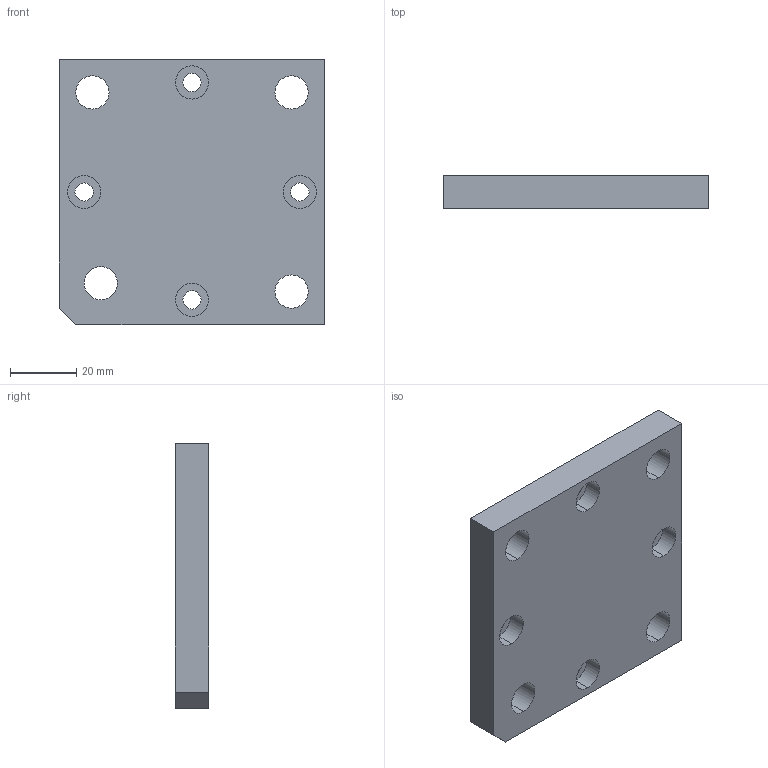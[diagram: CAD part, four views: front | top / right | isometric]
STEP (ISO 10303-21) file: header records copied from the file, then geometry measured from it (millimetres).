
FILE_DESCRIPTION (( 'STEP AP214' ), '1' );
FILE_NAME ('File1.STEP', '2025-04-14T06:06:54', ( '' ), ( '' ), 'SwSTEP 2.0', 'SolidWorks 2022', '' );
FILE_SCHEMA (( 'AUTOMOTIVE_DESIGN' ));
Length unit declared in the file: millimetre
Products named in the file (1): File1
Bounding box: 80 x 10 x 80 mm (x, y, z)
Volume: 55924.2 mm3; surface area: 17865.8 mm2
Topology: 1 solids, 1 shells, 907 faces, 2047 edges, 1140 vertices
Faces by surface type: bspline 282, torus 184, cylinder 142, sphere 114, cone 101, plane 84
Entity records: 33738 total; most frequent: CARTESIAN_POINT 15231, ORIENTED_EDGE 4062, DIRECTION 3754, EDGE_CURVE 2031, AXIS2_PLACEMENT_3D 1723, VERTEX_POINT 1140, CIRCLE 1097, EDGE_LOOP 937
